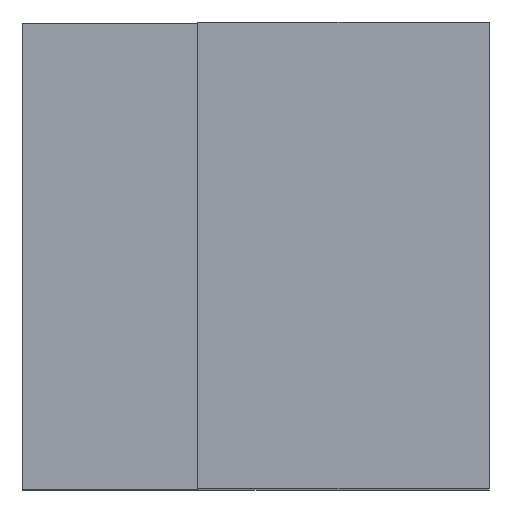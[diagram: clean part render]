
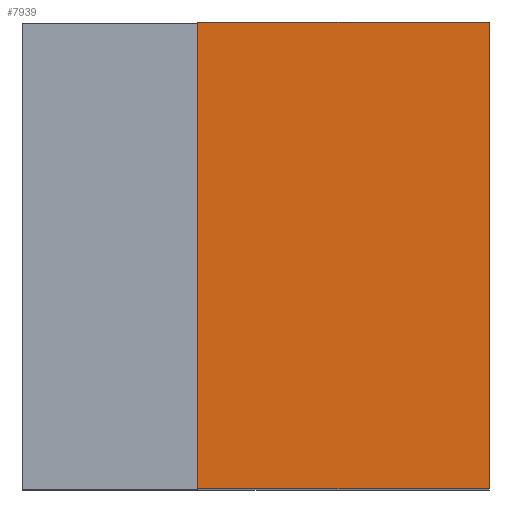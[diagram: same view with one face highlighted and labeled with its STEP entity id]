
A CAD part, top view. The second image highlights one B-rep face of the part: STEP entity #7939.
In plain terms, the highlighted planar face has unit normal (0, 0, 1).
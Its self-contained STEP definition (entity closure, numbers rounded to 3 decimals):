
#1496=ORIENTED_EDGE('',*,*,#2252,.F.);
#1497=ORIENTED_EDGE('',*,*,#2251,.T.);
#1498=ORIENTED_EDGE('',*,*,#2240,.T.);
#1499=ORIENTED_EDGE('',*,*,#2232,.T.);
#2232=EDGE_CURVE('',#2687,#2685,#3422,.T.);
#2240=EDGE_CURVE('',#2693,#2687,#3430,.T.);
#2251=EDGE_CURVE('',#2700,#2693,#3437,.T.);
#2252=EDGE_CURVE('',#2700,#2685,#3438,.T.);
#2685=VERTEX_POINT('',#11184);
#2687=VERTEX_POINT('',#11187);
#2693=VERTEX_POINT('',#11203);
#2700=VERTEX_POINT('',#11223);
#3422=LINE('',#11186,#4160);
#3430=LINE('',#11202,#4168);
#3437=LINE('',#11225,#4175);
#3438=LINE('',#11227,#4176);
#4160=VECTOR('',#9660,1000.);
#4168=VECTOR('',#9672,1000.);
#4175=VECTOR('',#9695,1000.);
#4176=VECTOR('',#9698,1000.);
#4547=EDGE_LOOP('',(#1496,#1497,#1498,#1499));
#4923=FACE_BOUND('',#4547,.T.);
#5258=PLANE('',#8283);
#7939=ADVANCED_FACE('',(#4923),#5258,.T.);
#8283=AXIS2_PLACEMENT_3D('',#11226,#9696,#9697);
#9660=DIRECTION('',(-1.,0.,0.));
#9672=DIRECTION('',(0.,1.,0.));
#9695=DIRECTION('',(1.,0.,0.));
#9696=DIRECTION('',(0.,0.,1.));
#9697=DIRECTION('',(1.,0.,0.));
#9698=DIRECTION('',(0.,1.,0.));
#11184=CARTESIAN_POINT('',(-2.,8.,25.));
#11186=CARTESIAN_POINT('',(8.,8.,25.));
#11187=CARTESIAN_POINT('',(8.,8.,25.));
#11202=CARTESIAN_POINT('',(8.,-8.,25.));
#11203=CARTESIAN_POINT('',(8.,-8.,25.));
#11223=CARTESIAN_POINT('',(-2.,-8.,25.));
#11225=CARTESIAN_POINT('',(-8.,-8.,25.));
#11226=CARTESIAN_POINT('',(-8.,-8.,25.));
#11227=CARTESIAN_POINT('',(-2.,-8.,25.));
